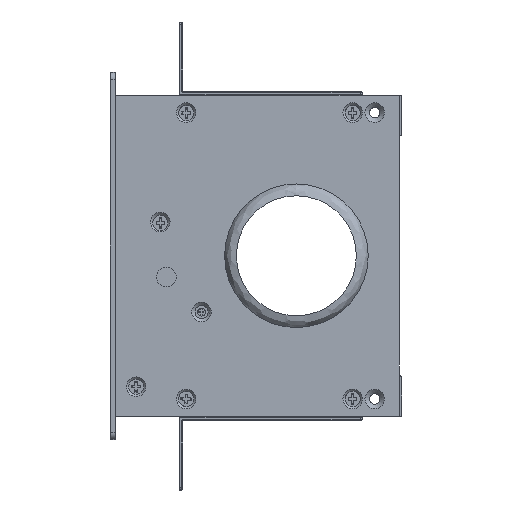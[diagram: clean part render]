
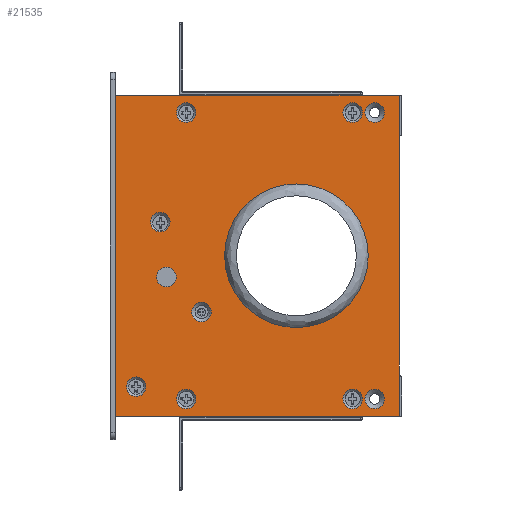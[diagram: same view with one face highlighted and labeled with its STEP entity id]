
A CAD part, left-side view. The second image highlights one B-rep face of the part: STEP entity #21535.
In plain terms, the highlighted face is planar.
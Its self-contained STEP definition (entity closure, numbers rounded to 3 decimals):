
#98 = DIRECTION ( 'NONE',  ( 0., 0., -1. ) ) ;
#646 = EDGE_CURVE ( 'NONE', #32429, #32429, #20945, .T. ) ;
#804 = VERTEX_POINT ( 'NONE', #34958 ) ;
#1612 = FACE_BOUND ( 'NONE', #17518, .T. ) ;
#1773 = LINE ( 'NONE', #5857, #7011 ) ;
#1812 = FACE_BOUND ( 'NONE', #11414, .T. ) ;
#1852 = CARTESIAN_POINT ( 'NONE',  ( 774.726, 417.454, 2. ) ) ;
#2024 = DIRECTION ( 'NONE',  ( 1., 0., 0. ) ) ;
#2066 = CARTESIAN_POINT ( 'NONE',  ( 855.226, 352.004, 2. ) ) ;
#2337 = AXIS2_PLACEMENT_3D ( 'NONE', #8135, #21223, #24247 ) ;
#2806 = CARTESIAN_POINT ( 'NONE',  ( 890.706, 329.004, 2. ) ) ;
#2808 = DIRECTION ( 'NONE',  ( 1., 0., 0. ) ) ;
#3354 = EDGE_CURVE ( 'NONE', #23446, #23446, #28663, .T. ) ;
#3560 = CARTESIAN_POINT ( 'NONE',  ( 762.726, 426.004, 2. ) ) ;
#3717 = ORIENTED_EDGE ( 'NONE', *, *, #29942, .T. ) ;
#3831 = CARTESIAN_POINT ( 'NONE',  ( 762.726, 310.004, 2. ) ) ;
#4059 = DIRECTION ( 'NONE',  ( 0., 0., -1. ) ) ;
#4235 = DIRECTION ( 'NONE',  ( 1., 0., 0. ) ) ;
#4312 = ORIENTED_EDGE ( 'NONE', *, *, #646, .T. ) ;
#4677 = EDGE_CURVE ( 'NONE', #26640, #26640, #19787, .T. ) ;
#4931 = AXIS2_PLACEMENT_3D ( 'NONE', #23417, #29654, #19985 ) ;
#5269 = EDGE_LOOP ( 'NONE', ( #3717 ) ) ;
#5369 = CARTESIAN_POINT ( 'NONE',  ( 762.726, 426.004, 2. ) ) ;
#5857 = CARTESIAN_POINT ( 'NONE',  ( 893.726, 310.004, 2. ) ) ;
#5899 = FACE_BOUND ( 'NONE', #16259, .T. ) ;
#6297 = ORIENTED_EDGE ( 'NONE', *, *, #12661, .T. ) ;
#6382 = EDGE_CURVE ( 'NONE', #13323, #13323, #19785, .T. ) ;
#7011 = VECTOR ( 'NONE', #18952, 1000. ) ;
#7167 = CIRCLE ( 'NONE', #2337, 4. ) ;
#7288 = DIRECTION ( 'NONE',  ( 1., 0., 0. ) ) ;
#7471 = CARTESIAN_POINT ( 'NONE',  ( 805.226, 390.754, 2. ) ) ;
#7531 = VERTEX_POINT ( 'NONE', #20628 ) ;
#7676 = ORIENTED_EDGE ( 'NONE', *, *, #41336, .T. ) ;
#8133 = AXIS2_PLACEMENT_3D ( 'NONE', #24124, #30758, #40655 ) ;
#8135 = CARTESIAN_POINT ( 'NONE',  ( 819.489, 405.104, 2. ) ) ;
#8498 = FACE_BOUND ( 'NONE', #29575, .T. ) ;
#8705 = EDGE_LOOP ( 'NONE', ( #35152 ) ) ;
#8741 = VERTEX_POINT ( 'NONE', #22052 ) ;
#9429 = ORIENTED_EDGE ( 'NONE', *, *, #19112, .T. ) ;
#9806 = DIRECTION ( 'NONE',  ( 0., -1., 0. ) ) ;
#10023 = CIRCLE ( 'NONE', #38803, 3.98 ) ;
#10024 = VERTEX_POINT ( 'NONE', #21920 ) ;
#10429 = AXIS2_PLACEMENT_3D ( 'NONE', #40662, #20482, #23693 ) ;
#11414 = EDGE_LOOP ( 'NONE', ( #18851 ) ) ;
#11674 = VECTOR ( 'NONE', #9806, 1000. ) ;
#11709 = FACE_BOUND ( 'NONE', #8705, .T. ) ;
#12185 = AXIS2_PLACEMENT_3D ( 'NONE', #7471, #33644, #4235 ) ;
#12417 = EDGE_CURVE ( 'NONE', #10024, #804, #1773, .T. ) ;
#12661 = EDGE_CURVE ( 'NONE', #23840, #23840, #22886, .T. ) ;
#13323 = VERTEX_POINT ( 'NONE', #19986 ) ;
#14021 = EDGE_CURVE ( 'NONE', #17199, #17199, #7167, .T. ) ;
#14413 = CARTESIAN_POINT ( 'NONE',  ( 842.024, 407.604, 2. ) ) ;
#14732 = CARTESIAN_POINT ( 'NONE',  ( 0., 0., 2. ) ) ;
#14932 = FACE_BOUND ( 'NONE', #24358, .T. ) ;
#15048 = EDGE_CURVE ( 'NONE', #33116, #10024, #27251, .T. ) ;
#15143 = DIRECTION ( 'NONE',  ( 0., 0., 1. ) ) ;
#16259 = EDGE_LOOP ( 'NONE', ( #20933 ) ) ;
#16761 = CARTESIAN_POINT ( 'NONE',  ( 778.706, 417.454, 2. ) ) ;
#16895 = ORIENTED_EDGE ( 'NONE', *, *, #38418, .T. ) ;
#16979 = VERTEX_POINT ( 'NONE', #33711 ) ;
#17183 = DIRECTION ( 'NONE',  ( 1., 0., 0. ) ) ;
#17199 = VERTEX_POINT ( 'NONE', #41165 ) ;
#17518 = EDGE_LOOP ( 'NONE', ( #21319 ) ) ;
#17634 = EDGE_LOOP ( 'NONE', ( #9429 ) ) ;
#18455 = CIRCLE ( 'NONE', #24619, 3.98 ) ;
#18851 = ORIENTED_EDGE ( 'NONE', *, *, #14021, .T. ) ;
#18952 = DIRECTION ( 'NONE',  ( 0., 1., 0. ) ) ;
#19112 = EDGE_CURVE ( 'NONE', #7531, #7531, #39662, .T. ) ;
#19139 = CARTESIAN_POINT ( 'NONE',  ( 886.726, 397.004, 2. ) ) ;
#19255 = CARTESIAN_POINT ( 'NONE',  ( 773.706, 320.004, 2. ) ) ;
#19328 = CIRCLE ( 'NONE', #4931, 3.98 ) ;
#19516 = EDGE_CURVE ( 'NONE', #16979, #16979, #18455, .T. ) ;
#19785 = CIRCLE ( 'NONE', #36233, 3.98 ) ;
#19787 = CIRCLE ( 'NONE', #36936, 3.98 ) ;
#19985 = DIRECTION ( 'NONE',  ( 1., 0., 0. ) ) ;
#19986 = CARTESIAN_POINT ( 'NONE',  ( 773.706, 329.004, 2. ) ) ;
#20444 = DIRECTION ( 'NONE',  ( 1., 0., 0. ) ) ;
#20482 = DIRECTION ( 'NONE',  ( 0., 0., -1. ) ) ;
#20628 = CARTESIAN_POINT ( 'NONE',  ( 773.706, 397.004, 2. ) ) ;
#20933 = ORIENTED_EDGE ( 'NONE', *, *, #6382, .T. ) ;
#20945 = CIRCLE ( 'NONE', #26411, 3.98 ) ;
#21202 = VECTOR ( 'NONE', #40786, 1000. ) ;
#21223 = DIRECTION ( 'NONE',  ( 0., 0., -1. ) ) ;
#21254 = EDGE_CURVE ( 'NONE', #25750, #33116, #32539, .T. ) ;
#21319 = ORIENTED_EDGE ( 'NONE', *, *, #3354, .T. ) ;
#21535 = ADVANCED_FACE ( 'NONE', ( #1812, #41339, #5899, #14932, #41125, #8498, #22007, #1612, #11709, #21580, #38115, #41748 ), #41544, .T. ) ;
#21580 = FACE_BOUND ( 'NONE', #5269, .T. ) ;
#21625 = CARTESIAN_POINT ( 'NONE',  ( 762.726, 310.004, 2. ) ) ;
#21920 = CARTESIAN_POINT ( 'NONE',  ( 893.726, 310.004, 2. ) ) ;
#22007 = FACE_BOUND ( 'NONE', #17634, .T. ) ;
#22052 = CARTESIAN_POINT ( 'NONE',  ( 890.706, 397.004, 2. ) ) ;
#22562 = CARTESIAN_POINT ( 'NONE',  ( 809.206, 390.754, 2. ) ) ;
#22886 = CIRCLE ( 'NONE', #34531, 27. ) ;
#23417 = CARTESIAN_POINT ( 'NONE',  ( 769.726, 320.004, 2. ) ) ;
#23446 = VERTEX_POINT ( 'NONE', #22562 ) ;
#23693 = DIRECTION ( 'NONE',  ( 1., 0., 0. ) ) ;
#23840 = VERTEX_POINT ( 'NONE', #2066 ) ;
#23852 = DIRECTION ( 'NONE',  ( 1., 0., 0. ) ) ;
#24124 = CARTESIAN_POINT ( 'NONE',  ( 769.726, 397.004, 2. ) ) ;
#24247 = DIRECTION ( 'NONE',  ( -1., 0., 0. ) ) ;
#24358 = EDGE_LOOP ( 'NONE', ( #4312 ) ) ;
#24619 = AXIS2_PLACEMENT_3D ( 'NONE', #14413, #40606, #23852 ) ;
#24854 = VERTEX_POINT ( 'NONE', #37953 ) ;
#25216 = EDGE_CURVE ( 'NONE', #24854, #24854, #35789, .T. ) ;
#25750 = VERTEX_POINT ( 'NONE', #5369 ) ;
#26411 = AXIS2_PLACEMENT_3D ( 'NONE', #27259, #4059, #17183 ) ;
#26640 = VERTEX_POINT ( 'NONE', #16761 ) ;
#27251 = LINE ( 'NONE', #3831, #33941 ) ;
#27259 = CARTESIAN_POINT ( 'NONE',  ( 886.726, 329.004, 2. ) ) ;
#27698 = LINE ( 'NONE', #37986, #21202 ) ;
#28663 = CIRCLE ( 'NONE', #12185, 3.98 ) ;
#28922 = VERTEX_POINT ( 'NONE', #19255 ) ;
#29119 = DIRECTION ( 'NONE',  ( 1., 0., 0. ) ) ;
#29547 = DIRECTION ( 'NONE',  ( 0., 0., -1. ) ) ;
#29575 = EDGE_LOOP ( 'NONE', ( #33721 ) ) ;
#29654 = DIRECTION ( 'NONE',  ( 0., 0., -1. ) ) ;
#29942 = EDGE_CURVE ( 'NONE', #8741, #8741, #10023, .T. ) ;
#30323 = DIRECTION ( 'NONE',  ( 0., 0., -1. ) ) ;
#30758 = DIRECTION ( 'NONE',  ( 0., 0., -1. ) ) ;
#32211 = DIRECTION ( 'NONE',  ( 0., 0., -1. ) ) ;
#32429 = VERTEX_POINT ( 'NONE', #2806 ) ;
#32539 = LINE ( 'NONE', #3560, #11674 ) ;
#33096 = ORIENTED_EDGE ( 'NONE', *, *, #12417, .T. ) ;
#33116 = VERTEX_POINT ( 'NONE', #21625 ) ;
#33644 = DIRECTION ( 'NONE',  ( 0., 0., -1. ) ) ;
#33711 = CARTESIAN_POINT ( 'NONE',  ( 846.004, 407.604, 2. ) ) ;
#33721 = ORIENTED_EDGE ( 'NONE', *, *, #4677, .T. ) ;
#33941 = VECTOR ( 'NONE', #7288, 1000. ) ;
#34531 = AXIS2_PLACEMENT_3D ( 'NONE', #37402, #30323, #20444 ) ;
#34958 = CARTESIAN_POINT ( 'NONE',  ( 893.726, 426.004, 2. ) ) ;
#35053 = ORIENTED_EDGE ( 'NONE', *, *, #15048, .T. ) ;
#35152 = ORIENTED_EDGE ( 'NONE', *, *, #19516, .T. ) ;
#35554 = DIRECTION ( 'NONE',  ( 1., 0., 0. ) ) ;
#35789 = CIRCLE ( 'NONE', #10429, 3.98 ) ;
#36233 = AXIS2_PLACEMENT_3D ( 'NONE', #42000, #98, #29119 ) ;
#36727 = ORIENTED_EDGE ( 'NONE', *, *, #25216, .T. ) ;
#36936 = AXIS2_PLACEMENT_3D ( 'NONE', #1852, #29547, #35554 ) ;
#37402 = CARTESIAN_POINT ( 'NONE',  ( 828.226, 352.004, 2. ) ) ;
#37847 = EDGE_LOOP ( 'NONE', ( #36727 ) ) ;
#37953 = CARTESIAN_POINT ( 'NONE',  ( 890.706, 320.004, 2. ) ) ;
#37986 = CARTESIAN_POINT ( 'NONE',  ( 893.726, 426.004, 2. ) ) ;
#38115 = FACE_BOUND ( 'NONE', #39318, .T. ) ;
#38418 = EDGE_CURVE ( 'NONE', #28922, #28922, #19328, .T. ) ;
#38438 = AXIS2_PLACEMENT_3D ( 'NONE', #14732, #15143, #2024 ) ;
#38803 = AXIS2_PLACEMENT_3D ( 'NONE', #19139, #32211, #2808 ) ;
#39097 = EDGE_LOOP ( 'NONE', ( #33096, #7676, #42412, #35053 ) ) ;
#39318 = EDGE_LOOP ( 'NONE', ( #6297 ) ) ;
#39662 = CIRCLE ( 'NONE', #8133, 3.98 ) ;
#40300 = EDGE_LOOP ( 'NONE', ( #16895 ) ) ;
#40606 = DIRECTION ( 'NONE',  ( 0., 0., -1. ) ) ;
#40655 = DIRECTION ( 'NONE',  ( 1., 0., 0. ) ) ;
#40662 = CARTESIAN_POINT ( 'NONE',  ( 886.726, 320.004, 2. ) ) ;
#40786 = DIRECTION ( 'NONE',  ( -1., 0., 0. ) ) ;
#41125 = FACE_BOUND ( 'NONE', #37847, .T. ) ;
#41165 = CARTESIAN_POINT ( 'NONE',  ( 815.489, 405.104, 2. ) ) ;
#41336 = EDGE_CURVE ( 'NONE', #804, #25750, #27698, .T. ) ;
#41339 = FACE_BOUND ( 'NONE', #40300, .T. ) ;
#41544 = PLANE ( 'NONE',  #38438 ) ;
#41748 = FACE_OUTER_BOUND ( 'NONE', #39097, .T. ) ;
#42000 = CARTESIAN_POINT ( 'NONE',  ( 769.726, 329.004, 2. ) ) ;
#42412 = ORIENTED_EDGE ( 'NONE', *, *, #21254, .T. ) ;
